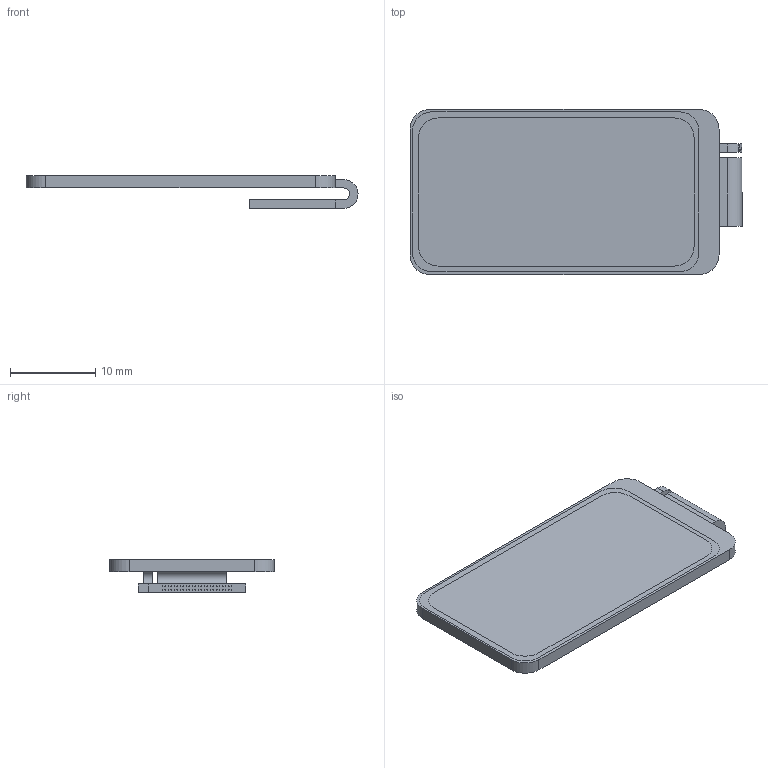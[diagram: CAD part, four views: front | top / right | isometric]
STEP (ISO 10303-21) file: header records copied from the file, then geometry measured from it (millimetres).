
FILE_DESCRIPTION(('CAx-IF Rec.Pracs.---Model Styling and Organization---1.5---2016-08-15','CAx-IF Rec.Pracs.---Geometric and Assembly Validation Properties---4.4---2016-08-17','CAx-IF Rec.Pracs.---User Defined Attributes---1.5---2016-08-15','CAx-IF Rec.Pracs.---External References---2.1---2005-01-19'),'2;1');
FILE_NAME('LCD_lcd_ips.stp','2024-01-13T00:48:19',('Unspecified'),('Unspecified'),'CAD Exchanger 3.24.0 (cadexchanger.com)','Unspecified','');
FILE_SCHEMA(('AP242_MANAGED_MODEL_BASED_3D_ENGINEERING_MIM_LF { 1 0 10303 442 1 1 4 }'));
Length unit declared in the file: millimetre
Products named in the file (1): LCD_lcd_ips
Bounding box: 38.98 x 19.39 x 3.86 mm (x, y, z)
Volume: 1187.3 mm3; surface area: 1990.3 mm2
Topology: 1 solids, 1 shells, 150 faces, 469 edges, 328 vertices
Faces by surface type: plane 136, cylinder 14
Full cylindrical faces by diameter (mm): 1 x2
Entity records: 6712 total; most frequent: CARTESIAN_POINT 1428, ORIENTED_EDGE 938, DIRECTION 770, EDGE_CURVE 469, LINE 406, VECTOR 406, VERTEX_POINT 328, AXIS2_PLACEMENT_3D 182
